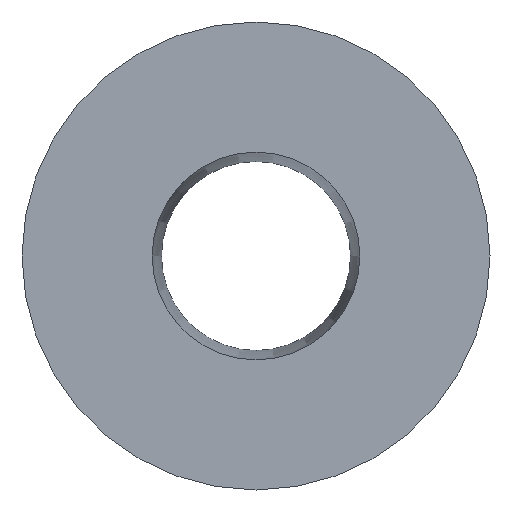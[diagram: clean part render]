
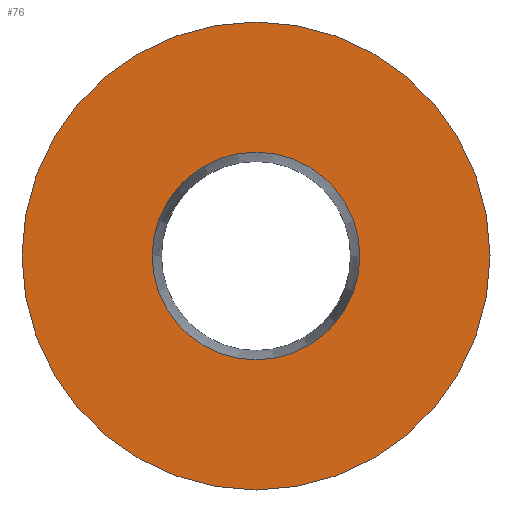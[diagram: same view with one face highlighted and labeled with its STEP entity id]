
A CAD part, left-side view. The second image highlights one B-rep face of the part: STEP entity #76.
In plain terms, the highlighted planar face has unit normal (-1, 0, 0).
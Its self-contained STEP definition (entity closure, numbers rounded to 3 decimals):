
#76 = ADVANCED_FACE( '', ( #88, #89 ), #90, .T. );
#88 = FACE_BOUND( '', #115, .T. );
#89 = FACE_OUTER_BOUND( '', #116, .T. );
#90 = PLANE( '', #117 );
#115 = EDGE_LOOP( '', ( #144 ) );
#116 = EDGE_LOOP( '', ( #145 ) );
#117 = AXIS2_PLACEMENT_3D( '', #146, #147, #148 );
#144 = ORIENTED_EDGE( '', *, *, #186, .T. );
#145 = ORIENTED_EDGE( '', *, *, #184, .F. );
#146 = CARTESIAN_POINT( '', ( -42., 25.25, 0. ) );
#147 = DIRECTION( '', ( -1., 0., 0. ) );
#148 = DIRECTION( '', ( 0., -1., 0. ) );
#184 = EDGE_CURVE( '', #193, #193, #194, .T. );
#186 = EDGE_CURVE( '', #197, #197, #198, .T. );
#193 = VERTEX_POINT( '', #211 );
#194 = CIRCLE( '', #212, 25.25 );
#197 = VERTEX_POINT( '', #215 );
#198 = CIRCLE( '', #216, 11.2 );
#211 = CARTESIAN_POINT( '', ( -42., 25.25, 0. ) );
#212 = AXIS2_PLACEMENT_3D( '', #229, #230, #231 );
#215 = CARTESIAN_POINT( '', ( -42., 11.2, 0. ) );
#216 = AXIS2_PLACEMENT_3D( '', #235, #236, #237 );
#229 = CARTESIAN_POINT( '', ( -42., 0., 0. ) );
#230 = DIRECTION( '', ( 1., 0., 0. ) );
#231 = DIRECTION( '', ( 0., 1., 0. ) );
#235 = CARTESIAN_POINT( '', ( -42., 0., 0. ) );
#236 = DIRECTION( '', ( 1., 0., 0. ) );
#237 = DIRECTION( '', ( 0., 1., 0. ) );
